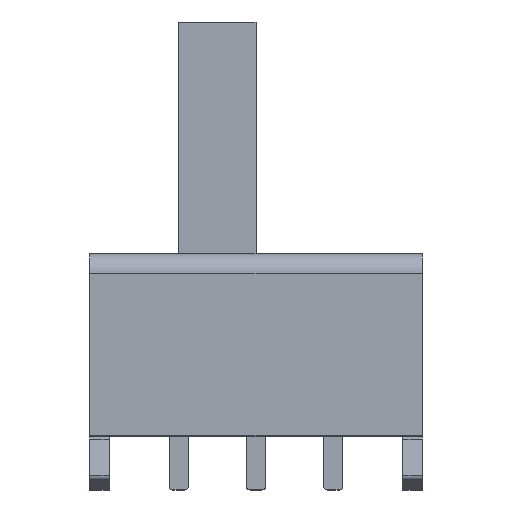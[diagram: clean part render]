
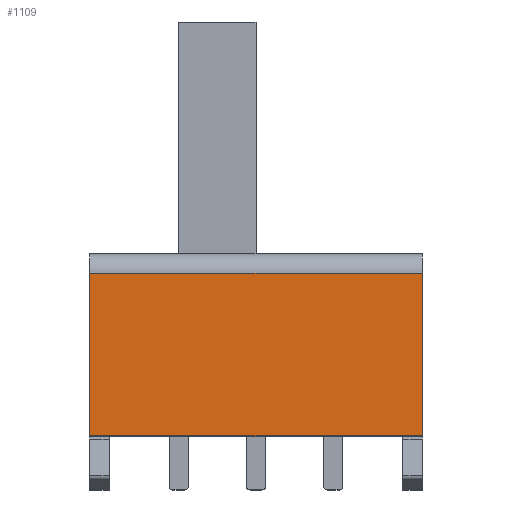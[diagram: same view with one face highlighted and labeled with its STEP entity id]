
A CAD part, top view. The second image highlights one B-rep face of the part: STEP entity #1109.
In plain terms, the highlighted planar face has unit normal (0, 0, 1).
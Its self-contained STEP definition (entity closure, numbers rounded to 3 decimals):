
#59=PLANE('',#1216);
#119=FACE_OUTER_BOUND('',#183,.T.);
#183=EDGE_LOOP('',(#1011,#1012,#1013,#1014));
#227=LINE('',#1647,#351);
#246=LINE('',#1700,#370);
#276=LINE('',#1766,#400);
#294=LINE('',#1809,#418);
#351=VECTOR('',#1326,10.);
#370=VECTOR('',#1369,10.);
#400=VECTOR('',#1435,10.);
#418=VECTOR('',#1487,10.);
#513=VERTEX_POINT('',#1644);
#514=VERTEX_POINT('',#1646);
#535=VERTEX_POINT('',#1697);
#536=VERTEX_POINT('',#1699);
#628=EDGE_CURVE('',#514,#513,#227,.T.);
#654=EDGE_CURVE('',#535,#536,#246,.T.);
#688=EDGE_CURVE('',#536,#513,#276,.T.);
#710=EDGE_CURVE('',#514,#535,#294,.T.);
#1011=ORIENTED_EDGE('',*,*,#688,.F.);
#1012=ORIENTED_EDGE('',*,*,#654,.F.);
#1013=ORIENTED_EDGE('',*,*,#710,.F.);
#1014=ORIENTED_EDGE('',*,*,#628,.T.);
#1109=ADVANCED_FACE('',(#119),#59,.T.);
#1216=AXIS2_PLACEMENT_3D('',#1827,#1506,#1507);
#1326=DIRECTION('',(0.,1.,0.));
#1369=DIRECTION('',(0.,1.,0.));
#1435=DIRECTION('',(1.,0.,0.));
#1487=DIRECTION('',(-1.,0.,0.));
#1506=DIRECTION('center_axis',(0.,0.,1.));
#1507=DIRECTION('ref_axis',(1.,0.,0.));
#1644=CARTESIAN_POINT('',(4.3,4.21,2.25));
#1646=CARTESIAN_POINT('',(4.3,0.,2.25));
#1647=CARTESIAN_POINT('',(4.3,0.,2.25));
#1697=CARTESIAN_POINT('',(-4.3,0.,2.25));
#1699=CARTESIAN_POINT('',(-4.3,4.21,2.25));
#1700=CARTESIAN_POINT('',(-4.3,0.,2.25));
#1766=CARTESIAN_POINT('',(-2.15,4.21,2.25));
#1809=CARTESIAN_POINT('',(4.3,0.,2.25));
#1827=CARTESIAN_POINT('Origin',(-4.3,0.,2.25));
